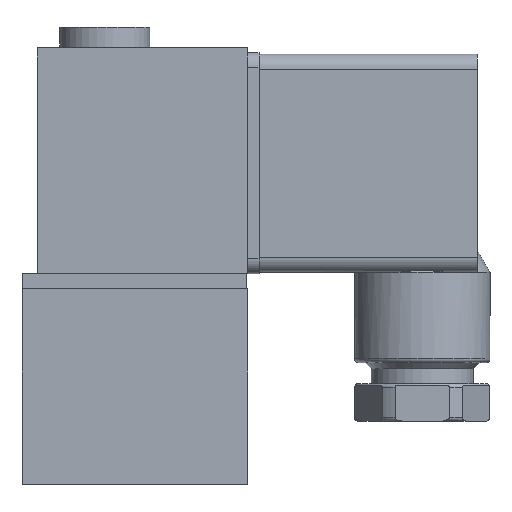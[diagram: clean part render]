
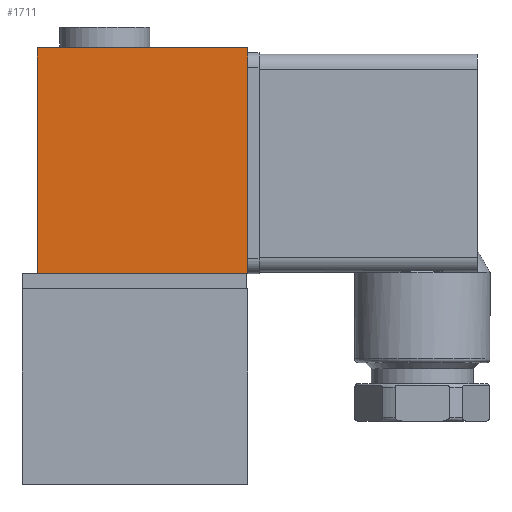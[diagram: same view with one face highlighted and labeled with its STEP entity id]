
A CAD part, top view. The second image highlights one B-rep face of the part: STEP entity #1711.
In plain terms, the highlighted planar face has unit normal (0, 0, 1).
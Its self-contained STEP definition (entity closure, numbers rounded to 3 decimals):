
#114=LINE('',#2852,#241);
#116=LINE('',#2856,#243);
#125=LINE('',#2873,#252);
#127=LINE('',#2877,#254);
#128=LINE('',#2879,#255);
#241=VECTOR('',#2197,1000.);
#243=VECTOR('',#2201,1000.);
#252=VECTOR('',#2214,1000.);
#254=VECTOR('',#2218,1000.);
#255=VECTOR('',#2219,1000.);
#327=PLANE('',#1872);
#634=ORIENTED_EDGE('',*,*,#1064,.T.);
#635=ORIENTED_EDGE('',*,*,#1066,.T.);
#636=ORIENTED_EDGE('',*,*,#1077,.F.);
#637=ORIENTED_EDGE('',*,*,#1078,.F.);
#638=ORIENTED_EDGE('',*,*,#1075,.T.);
#1064=EDGE_CURVE('',#1288,#1286,#114,.T.);
#1066=EDGE_CURVE('',#1286,#1289,#116,.T.);
#1075=EDGE_CURVE('',#1295,#1288,#125,.T.);
#1077=EDGE_CURVE('',#1296,#1289,#127,.T.);
#1078=EDGE_CURVE('',#1295,#1296,#128,.T.);
#1286=VERTEX_POINT('',#2847);
#1288=VERTEX_POINT('',#2853);
#1289=VERTEX_POINT('',#2857);
#1295=VERTEX_POINT('',#2874);
#1296=VERTEX_POINT('',#2878);
#1434=EDGE_LOOP('',(#634,#635,#636,#637,#638));
#1570=FACE_BOUND('',#1434,.T.);
#1711=ADVANCED_FACE('',(#1570),#327,.F.);
#1872=AXIS2_PLACEMENT_3D('',#2876,#2216,#2217);
#2197=DIRECTION('',(1.,0.,0.));
#2201=DIRECTION('',(1.,0.,0.));
#2214=DIRECTION('',(0.,-1.,0.));
#2216=DIRECTION('',(0.,0.,-1.));
#2217=DIRECTION('',(-1.,0.,0.));
#2218=DIRECTION('',(0.,-1.,0.));
#2219=DIRECTION('',(1.,0.,0.));
#2847=CARTESIAN_POINT('',(14.9,28.,10.65));
#2852=CARTESIAN_POINT('',(-13.,28.,10.65));
#2853=CARTESIAN_POINT('',(-13.,28.,10.65));
#2856=CARTESIAN_POINT('',(-13.,28.,10.65));
#2857=CARTESIAN_POINT('',(15.,28.,10.65));
#2873=CARTESIAN_POINT('',(-13.,58.,10.65));
#2874=CARTESIAN_POINT('',(-13.,58.,10.65));
#2876=CARTESIAN_POINT('',(-13.,58.,10.65));
#2877=CARTESIAN_POINT('',(15.,58.,10.65));
#2878=CARTESIAN_POINT('',(15.,58.,10.65));
#2879=CARTESIAN_POINT('',(-13.,58.,10.65));
